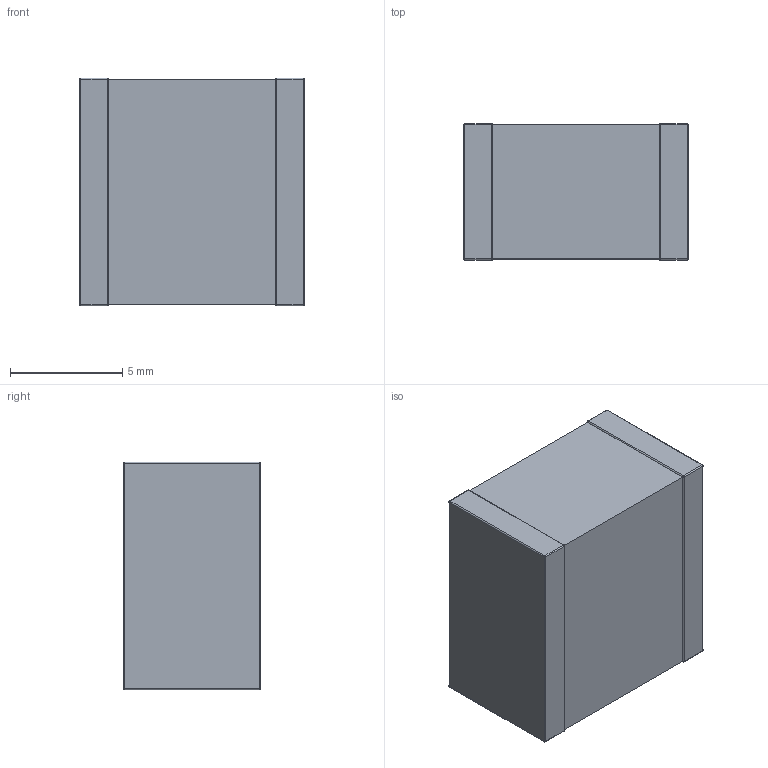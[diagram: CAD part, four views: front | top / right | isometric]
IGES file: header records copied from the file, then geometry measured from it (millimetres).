
Start section:  PTC IGES file: capacitor_chip.igs
Global section: file name: 43Hcapacitor_chip.igs; native system: Pro/ENGINEER by Parametric Technology Corporation; preprocessor: 2004090; author: ghiorso; organization: Unknown; date: 060215.224015; units: inch
Bounding box: 9.98 x 6.07 x 10.13 mm (x, y, z)
Surface area: 443.8 mm2 (no closed solid volume)
Topology: 0 solids, 0 shells, 54 faces, 200 edges, 200 vertices
Faces by surface type: revolution 40, bspline 14
